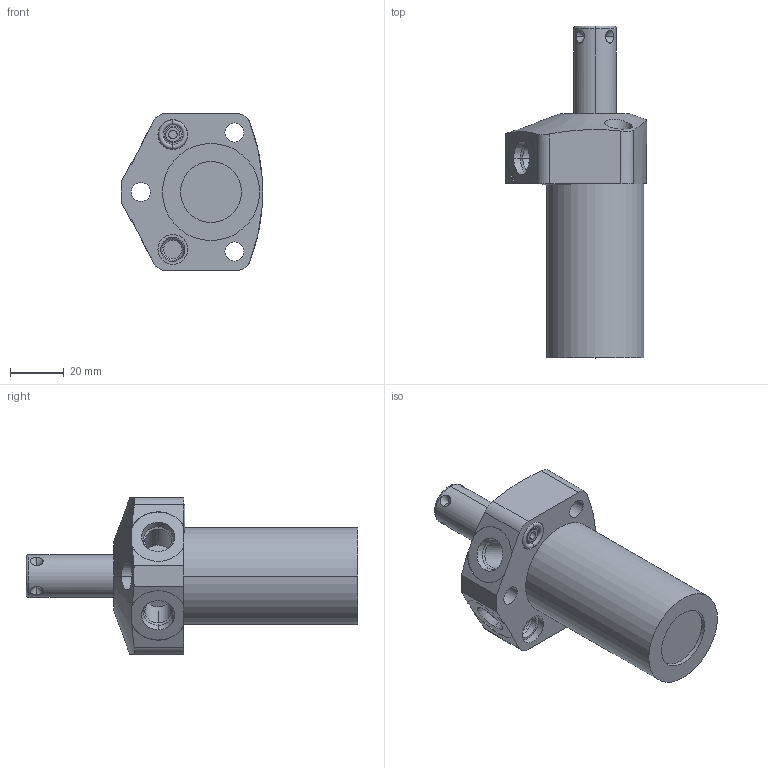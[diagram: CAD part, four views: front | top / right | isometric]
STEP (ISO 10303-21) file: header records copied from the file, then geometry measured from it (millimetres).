
FILE_DESCRIPTION((''),'2;1');
FILE_NAME('ILC25620900','2021-06-02T',('Asawyer'),(''),'PRO/ENGINEER BY PARAMETRIC TECHNOLOGY CORPORATION, 2013320','PRO/ENGINEER BY PARAMETRIC TECHNOLOGY CORPORATION, 2013320','');
FILE_SCHEMA(('CONFIG_CONTROL_DESIGN'));
Length unit declared in the file: inch
Products named in the file (1): ILC25620900
Bounding box: 52.83 x 124 x 58.6 mm (x, y, z)
Volume: 125428.7 mm3; surface area: 22837.1 mm2
Topology: 1 solids, 2 shells, 114 faces, 263 edges, 163 vertices
Faces by surface type: cylinder 51, plane 29, cone 28, torus 6
Entity records: 3460 total; most frequent: CARTESIAN_POINT 815, DIRECTION 574, ORIENTED_EDGE 502, EDGE_CURVE 253, AXIS2_PLACEMENT_3D 240, VERTEX_POINT 163, EDGE_LOOP 142, CIRCLE 125
